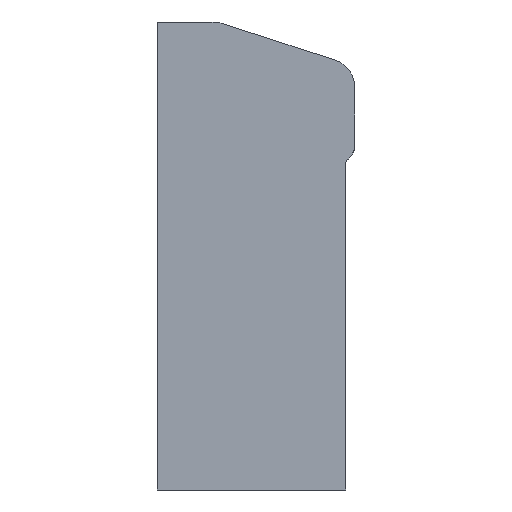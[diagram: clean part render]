
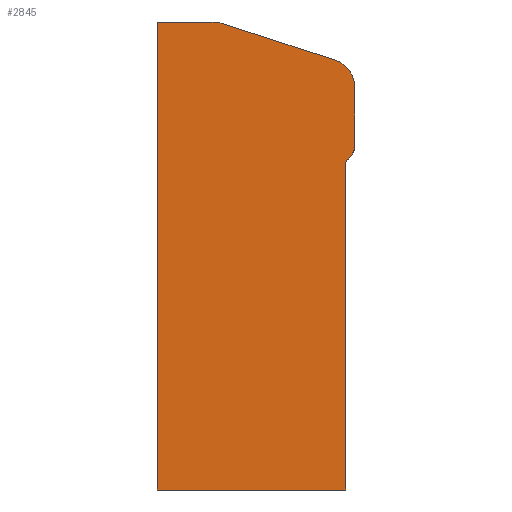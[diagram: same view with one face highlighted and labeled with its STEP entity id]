
A CAD part, front view. The second image highlights one B-rep face of the part: STEP entity #2845.
In plain terms, the highlighted planar face has unit normal (0, -1, 0).
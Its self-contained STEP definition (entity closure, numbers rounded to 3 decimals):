
#28 = CARTESIAN_POINT ( 'NONE',  ( 27.5, -38.2, 52.908 ) ) ;
#31 = EDGE_CURVE ( 'NONE', #275, #361, #167, .T. ) ;
#91 = VERTEX_POINT ( 'NONE', #2857 ) ;
#121 = EDGE_CURVE ( 'NONE', #2131, #2150, #1852, .T. ) ;
#130 = EDGE_LOOP ( 'NONE', ( #2563, #2086, #2192, #1134, #1554, #1890, #2580, #1820, #2418, #2422 ) ) ;
#142 = CARTESIAN_POINT ( 'NONE',  ( 27.329, -38.2, 65.937 ) ) ;
#167 = LINE ( 'NONE', #329, #1735 ) ;
#238 = PLANE ( 'NONE',  #999 ) ;
#275 = VERTEX_POINT ( 'NONE', #2840 ) ;
#329 = CARTESIAN_POINT ( 'NONE',  ( 0., -38.2, 71.8 ) ) ;
#337 = VERTEX_POINT ( 'NONE', #1731 ) ;
#361 = VERTEX_POINT ( 'NONE', #1794 ) ;
#424 = DIRECTION ( 'NONE',  ( 0., 0., -1. ) ) ;
#425 = CIRCLE ( 'NONE', #599, 2.8 ) ;
#428 = LINE ( 'NONE', #2651, #2118 ) ;
#439 = VECTOR ( 'NONE', #1690, 1000. ) ;
#451 = VERTEX_POINT ( 'NONE', #2924 ) ;
#481 = EDGE_CURVE ( 'NONE', #337, #451, #428, .T. ) ;
#532 = CARTESIAN_POINT ( 'NONE',  ( 10.309, -38.2, 71.467 ) ) ;
#554 = EDGE_CURVE ( 'NONE', #91, #1656, #1252, .T. ) ;
#599 = AXIS2_PLACEMENT_3D ( 'NONE', #28, #2316, #2759 ) ;
#652 = CARTESIAN_POINT ( 'NONE',  ( 28.9, -38.2, 49.962 ) ) ;
#687 = DIRECTION ( 'NONE',  ( 0., 0., 1. ) ) ;
#700 = AXIS2_PLACEMENT_3D ( 'NONE', #1857, #2079, #709 ) ;
#704 = VERTEX_POINT ( 'NONE', #1659 ) ;
#709 = DIRECTION ( 'NONE',  ( 0., 0., 1. ) ) ;
#713 = VECTOR ( 'NONE', #424, 1000. ) ;
#929 = EDGE_CURVE ( 'NONE', #91, #2150, #2551, .T. ) ;
#999 = AXIS2_PLACEMENT_3D ( 'NONE', #2077, #1618, #2509 ) ;
#1134 = ORIENTED_EDGE ( 'NONE', *, *, #481, .T. ) ;
#1142 = DIRECTION ( 'NONE',  ( 1., 0., 0. ) ) ;
#1157 = CARTESIAN_POINT ( 'NONE',  ( 28.9, -38.2, 0. ) ) ;
#1222 = CARTESIAN_POINT ( 'NONE',  ( 21.988, -38.2, 67.673 ) ) ;
#1252 = LINE ( 'NONE', #1578, #2399 ) ;
#1258 = EDGE_CURVE ( 'NONE', #704, #1656, #425, .T. ) ;
#1260 = DIRECTION ( 'NONE',  ( 0., -1., 0. ) ) ;
#1288 = CARTESIAN_POINT ( 'NONE',  ( 8.208, -38.2, 65. ) ) ;
#1298 = EDGE_CURVE ( 'NONE', #704, #2950, #2165, .T. ) ;
#1554 = ORIENTED_EDGE ( 'NONE', *, *, #2337, .F. ) ;
#1578 = CARTESIAN_POINT ( 'NONE',  ( 30.3, -38.2, 0. ) ) ;
#1618 = DIRECTION ( 'NONE',  ( 0., -1., 0. ) ) ;
#1656 = VERTEX_POINT ( 'NONE', #1789 ) ;
#1659 = CARTESIAN_POINT ( 'NONE',  ( 29.268, -38.2, 50.737 ) ) ;
#1690 = DIRECTION ( 'NONE',  ( 0.951, 0., -0.309 ) ) ;
#1731 = CARTESIAN_POINT ( 'NONE',  ( 0., -38.2, 0. ) ) ;
#1735 = VECTOR ( 'NONE', #2427, 1000. ) ;
#1789 = CARTESIAN_POINT ( 'NONE',  ( 30.3, -38.2, 52.908 ) ) ;
#1794 = CARTESIAN_POINT ( 'NONE',  ( 0., -38.2, 71.8 ) ) ;
#1820 = ORIENTED_EDGE ( 'NONE', *, *, #554, .F. ) ;
#1826 = LINE ( 'NONE', #2027, #713 ) ;
#1848 = CARTESIAN_POINT ( 'NONE',  ( 29.9, -38.2, 49.962 ) ) ;
#1852 = LINE ( 'NONE', #1222, #439 ) ;
#1857 = CARTESIAN_POINT ( 'NONE',  ( 26., -38.2, 61.848 ) ) ;
#1890 = ORIENTED_EDGE ( 'NONE', *, *, #1298, .F. ) ;
#1958 = EDGE_CURVE ( 'NONE', #361, #337, #1826, .T. ) ;
#1959 = VECTOR ( 'NONE', #2749, 1000. ) ;
#2027 = CARTESIAN_POINT ( 'NONE',  ( 0., -38.2, 0. ) ) ;
#2077 = CARTESIAN_POINT ( 'NONE',  ( 0., -38.2, 0. ) ) ;
#2079 = DIRECTION ( 'NONE',  ( 0., -1., 0. ) ) ;
#2080 = DIRECTION ( 'NONE',  ( 0., 0., -1. ) ) ;
#2086 = ORIENTED_EDGE ( 'NONE', *, *, #31, .T. ) ;
#2118 = VECTOR ( 'NONE', #1142, 1000. ) ;
#2119 = AXIS2_PLACEMENT_3D ( 'NONE', #1288, #1260, #2401 ) ;
#2131 = VERTEX_POINT ( 'NONE', #532 ) ;
#2150 = VERTEX_POINT ( 'NONE', #142 ) ;
#2165 = CIRCLE ( 'NONE', #2751, 1. ) ;
#2192 = ORIENTED_EDGE ( 'NONE', *, *, #1958, .T. ) ;
#2291 = DIRECTION ( 'NONE',  ( 0., -1., 0. ) ) ;
#2316 = DIRECTION ( 'NONE',  ( 0., -1., 0. ) ) ;
#2337 = EDGE_CURVE ( 'NONE', #2950, #451, #2821, .T. ) ;
#2399 = VECTOR ( 'NONE', #2080, 1000. ) ;
#2401 = DIRECTION ( 'NONE',  ( 0., 0., 1. ) ) ;
#2418 = ORIENTED_EDGE ( 'NONE', *, *, #929, .T. ) ;
#2422 = ORIENTED_EDGE ( 'NONE', *, *, #121, .F. ) ;
#2427 = DIRECTION ( 'NONE',  ( -1., 0., 0. ) ) ;
#2431 = FACE_OUTER_BOUND ( 'NONE', #130, .T. ) ;
#2509 = DIRECTION ( 'NONE',  ( 0., 0., 1. ) ) ;
#2551 = CIRCLE ( 'NONE', #700, 4.3 ) ;
#2563 = ORIENTED_EDGE ( 'NONE', *, *, #2639, .T. ) ;
#2580 = ORIENTED_EDGE ( 'NONE', *, *, #1258, .T. ) ;
#2639 = EDGE_CURVE ( 'NONE', #2131, #275, #2707, .T. ) ;
#2651 = CARTESIAN_POINT ( 'NONE',  ( 0., -38.2, 0. ) ) ;
#2707 = CIRCLE ( 'NONE', #2119, 6.8 ) ;
#2749 = DIRECTION ( 'NONE',  ( 0., 0., -1. ) ) ;
#2751 = AXIS2_PLACEMENT_3D ( 'NONE', #1848, #2291, #687 ) ;
#2759 = DIRECTION ( 'NONE',  ( 0., 0., 1. ) ) ;
#2821 = LINE ( 'NONE', #1157, #1959 ) ;
#2840 = CARTESIAN_POINT ( 'NONE',  ( 8.208, -38.2, 71.8 ) ) ;
#2845 = ADVANCED_FACE ( 'NONE', ( #2431 ), #238, .T. ) ;
#2857 = CARTESIAN_POINT ( 'NONE',  ( 30.3, -38.2, 61.848 ) ) ;
#2924 = CARTESIAN_POINT ( 'NONE',  ( 28.9, -38.2, 0. ) ) ;
#2950 = VERTEX_POINT ( 'NONE', #652 ) ;
